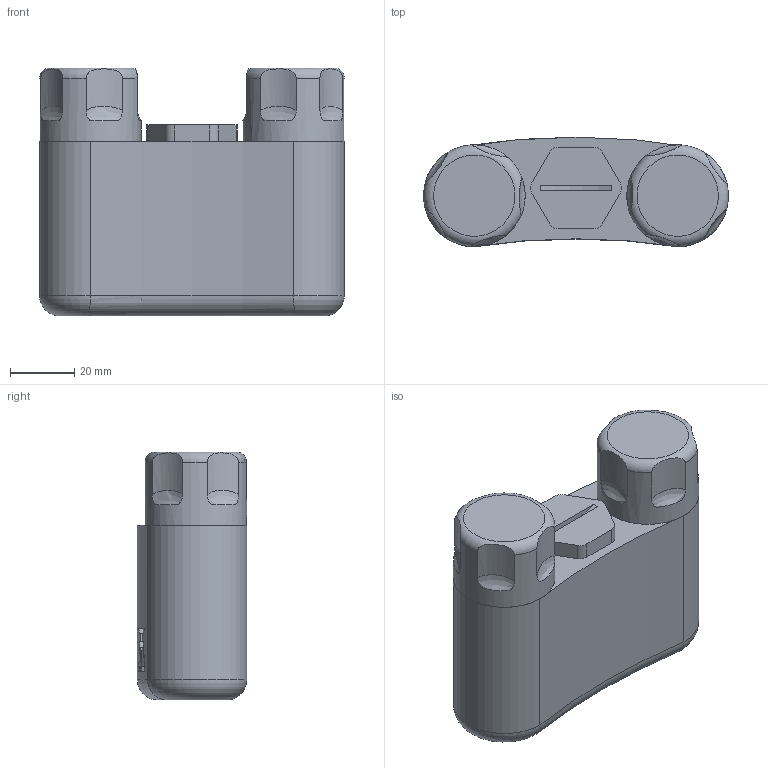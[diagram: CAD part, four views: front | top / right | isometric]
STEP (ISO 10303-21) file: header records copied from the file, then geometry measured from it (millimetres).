
FILE_DESCRIPTION(/* description */ (''),/* implementation_level */ '2;1');
FILE_NAME(/* name */ 'Mohawk Batt Small v6.step',/* time_stamp */ '2022-11-26T18:38:07-06:00',/* author */ (''),/* organization */ (''),/* preprocessor_version */ 'ST-DEVELOPER v19',/* originating_system */ 'Autodesk Translation Framework v11.7.0.108',/* authorisation */ '');
FILE_SCHEMA (('AUTOMOTIVE_DESIGN { 1 0 10303 214 3 1 1 }'));
Length unit declared in the file: inch
Products named in the file (1): Mohawk Batt Small
Bounding box: 95.18 x 34.15 x 77.47 mm (x, y, z)
Volume: 105110.4 mm3; surface area: 50936.6 mm2
Topology: 4 solids, 4 shells, 192 faces, 513 edges, 346 vertices
Faces by surface type: cylinder 100, plane 62, bspline 22, torus 8
Full cylindrical faces by diameter (mm): 11.427 x6, 12.7 x6, 19.05 x2, 21.62 x12, 25.209 x16, 25.4 x2, 31.75 x2
Entity records: 14113 total; most frequent: CARTESIAN_POINT 9547, ORIENTED_EDGE 1026, DIRECTION 835, EDGE_CURVE 513, VERTEX_POINT 346, AXIS2_PLACEMENT_3D 341, EDGE_LOOP 209, FACE_OUTER_BOUND 192
